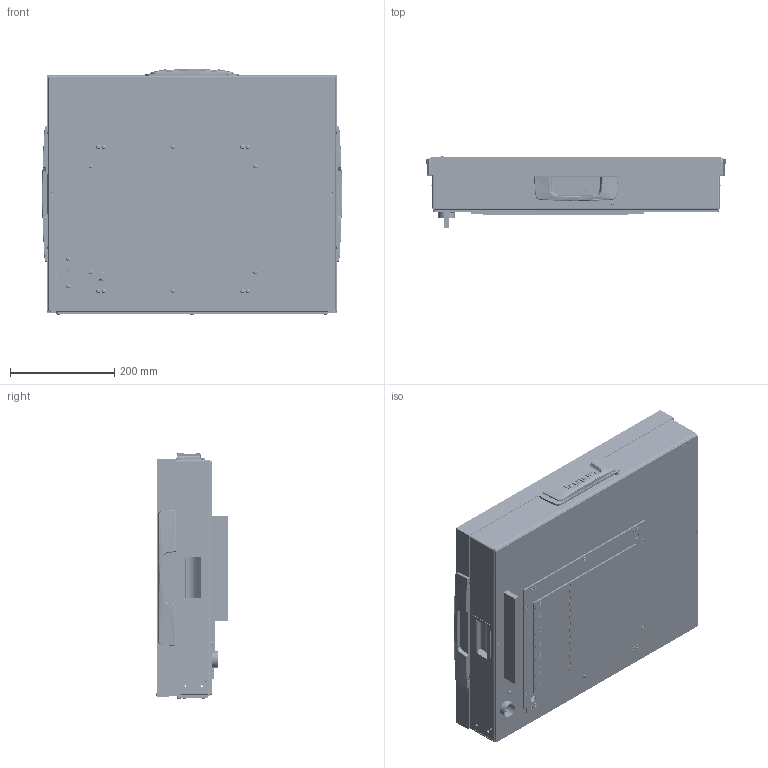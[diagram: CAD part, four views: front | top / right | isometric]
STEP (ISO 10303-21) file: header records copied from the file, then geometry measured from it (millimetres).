
FILE_DESCRIPTION (( 'STEP AP214' ), '1' );
FILE_NAME ('104193~0.STEP', '2018-11-20T09:38:52', ( '' ), ( '' ), 'SwSTEP 2.0', 'SolidWorks 2018', '' );
FILE_SCHEMA (( 'AUTOMOTIVE_DESIGN' ));
Length unit declared in the file: millimetre
Products named in the file (67): K_02037~0; 101857~0_S; 101518~1; ISO7380~n_M03,0x010; 11655~0; 48565~1_S; 101713~0; 2281~0_flexibel<Standard>; K_249314~0_S; K_02038~0; DIN934~n_M03,0; 101548~0_kontaktiert <S>; DIN912~n_M04,0x006; 100962~1_S; 103031~0_M03,0x008; 50891~0_S; ISO7380~n_M04,0x012; DIN125~n_03,2 M03,0; DIN125~n_06,4 M06,0 Fase; 19420~0; 100687~0_S; DIN985-A2~n_M04,0; ISO7380~n_M03,0x025; 9905~0_S; 101550~2; 8857~0_S; 16158~0_min L 9,34 mm<Standard>; 102974~0_S; 102963~2_S; 101547~1_S; 101843~0_S; 3017_Unterlegscheibe_gerade~2; 37967~0_felx <Standard>; 1878~0; 2196~6; DIN7991~n_M04,0x010; 102964~0_S; 100974~0_<S> kontakiert; DIN7991~n_M05,0x010; 48726~2_S ...
Assembly tree (155 placements, depth 4):
  104193~0
    101548~0_kontaktiert <S>
      101549~4
      101550~2
      101547~1_S
      102907~0_S  x2
      100962~1_S  x2
      48726~2_S  x2
      48565~1_S  x2
      52626~2_S
      100974~0_<S> kontakiert
      49317~0  x2
      3017_Unterlegscheibe_gerade~2  x4
      101713~0  x4
      16158~0_min L 9,34 mm<Standard>  x2
      2196~6  x2
      2229~6  x2
      19420~0
      11657~0
      ASR~-a-s-r_拱05,2x03x拌10
      ISO7380~n_M04,0x012  x4
      DIN125~n_06,4 M06,0 Fase  x2
      ISO7380~n_M03,0x010
      DIN912~n_M04,0x006  x2
      103031~0_M04,0x012  x5
      103031~0_M03,0x008  x4
      100687~0_S  x4
    101843~0_S
      101499~3_S
        101500~3_S
        43707~0_S  x8
        104117~0_S
      101518~1
      2281~0_360ø<Standard>
        2281~0  x2
      2281~0_flexibel<Standard>
        2281~0  x2
      37188~1_S  x2
      102963~2_S
      32171~0_S
      53106~0_S  x2
      1878~0
      101552~1_S
      102964~0_S  x2
      Gewindebuchse~n_M04-09,5 offen  x2
      DIN7991~n_M04,0x010  x2
      DIN7991~n_M05,0x010  x8
      DIN912~n_M04,0x012
      ISO7380~n_M03,0x025  x2
      DIN934~n_M03,0  x2
      DIN125~n_03,2 M03,0  x2
      DIN125~n_06,4 M06,0 Fase  x2
      DIN985-A2~n_M04,0
    31788~0
      K_02037~0_Standard ohne Dyn Punkt<Standard>
      K_02038~0
    37967~0_felx <Standard>
      K_02037~0
      K_02038~0
    101857~0_S
Bounding box: 574 x 137.55 x 472.02 mm (x, y, z)
Volume: 6022033.5 mm3; surface area: 2592674 mm2
Topology: 145 solids, 145 shells, 5744 faces, 14508 edges, 9356 vertices
Faces by surface type: cylinder 3288, plane 1719, cone 422, torus 162, bspline 153
Entity records: 139595 total; most frequent: CARTESIAN_POINT 41793, DIRECTION 19923, ORIENTED_EDGE 17992, EDGE_CURVE 8996, AXIS2_PLACEMENT_3D 7888, VERTEX_POINT 5838, EDGE_LOOP 4898, CIRCLE 4378
